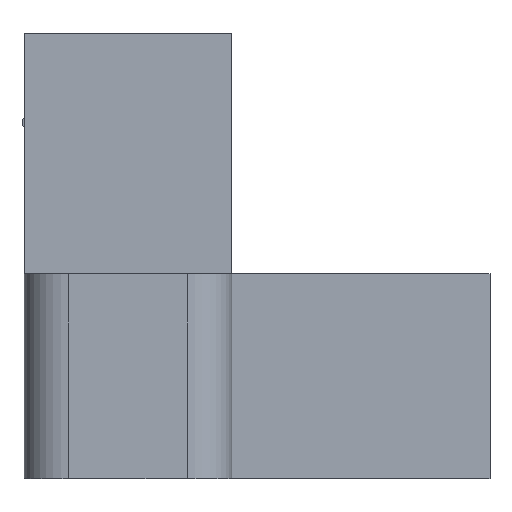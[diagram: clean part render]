
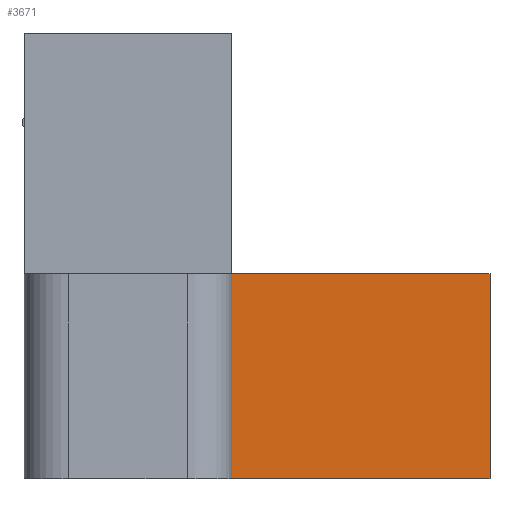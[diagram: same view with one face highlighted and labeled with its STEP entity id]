
A CAD part, left-side view. The second image highlights one B-rep face of the part: STEP entity #3671.
In plain terms, the highlighted planar face has unit normal (-1, 0, 0).
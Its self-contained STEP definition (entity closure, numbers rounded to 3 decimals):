
#564=DIRECTION('',(0.,-1.,0.));
#565=VECTOR('',#564,8.7);
#566=CARTESIAN_POINT('',(-12.874,6.611,-7.5));
#567=LINE('',#566,#565);
#571=DIRECTION('',(0.,1.,0.));
#572=VECTOR('',#571,8.7);
#573=CARTESIAN_POINT('',(-12.874,-2.089,-0.6));
#574=LINE('',#573,#572);
#578=DIRECTION('',(0.,0.,1.));
#579=VECTOR('',#578,6.9);
#580=CARTESIAN_POINT('',(-12.874,-2.089,-7.5));
#581=LINE('',#580,#579);
#933=DIRECTION('',(0.,0.,1.));
#934=VECTOR('',#933,6.9);
#935=CARTESIAN_POINT('',(-12.874,6.611,-7.5));
#936=LINE('',#935,#934);
#2840=CARTESIAN_POINT('',(-12.874,6.611,-0.6));
#2841=VERTEX_POINT('',#2840);
#2880=CARTESIAN_POINT('',(-12.874,-2.089,-7.5));
#2881=VERTEX_POINT('',#2880);
#2882=CARTESIAN_POINT('',(-12.874,6.611,-7.5));
#2883=VERTEX_POINT('',#2882);
#3066=CARTESIAN_POINT('',(-12.874,-2.089,-0.6));
#3067=VERTEX_POINT('',#3066);
#3658=CARTESIAN_POINT('',(-12.874,6.611,-0.6));
#3659=DIRECTION('',(1.,0.,0.));
#3660=DIRECTION('',(0.,-1.,0.));
#3661=AXIS2_PLACEMENT_3D('',#3658,#3659,#3660);
#3662=PLANE('',#3661);
#3664=ORIENTED_EDGE('',*,*,#3663,.F.);
#3666=ORIENTED_EDGE('',*,*,#3665,.T.);
#3667=ORIENTED_EDGE('',*,*,#3644,.F.);
#3668=ORIENTED_EDGE('',*,*,#3599,.F.);
#3669=EDGE_LOOP('',(#3664,#3666,#3667,#3668));
#3670=FACE_OUTER_BOUND('',#3669,.F.);
#3599=EDGE_CURVE('',#2881,#3067,#581,.T.);
#3644=EDGE_CURVE('',#3067,#2841,#574,.T.);
#3663=EDGE_CURVE('',#2883,#2881,#567,.T.);
#3665=EDGE_CURVE('',#2883,#2841,#936,.T.);
#3671=ADVANCED_FACE('',(#3670),#3662,.F.);
